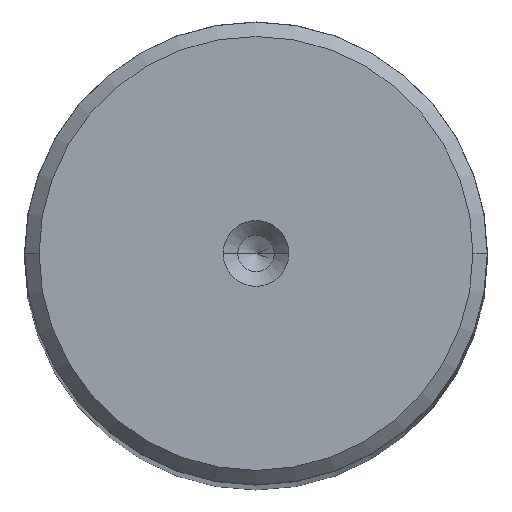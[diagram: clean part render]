
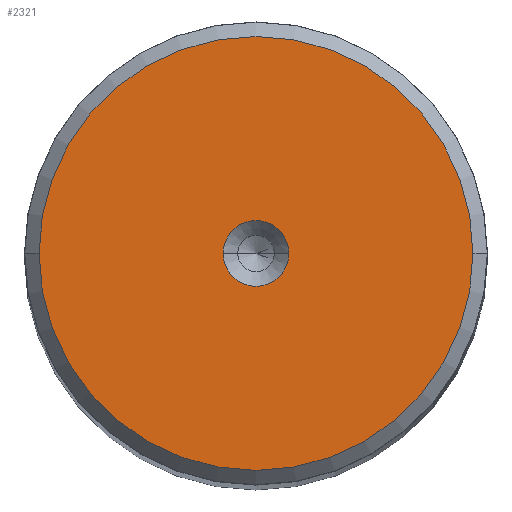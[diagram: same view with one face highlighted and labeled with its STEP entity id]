
A CAD part, top view. The second image highlights one B-rep face of the part: STEP entity #2321.
In plain terms, the highlighted planar face has unit normal (0, 0, 1).
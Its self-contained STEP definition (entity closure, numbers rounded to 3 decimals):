
#7 = VERTEX_POINT ( 'NONE', #460 ) ;
#122 = CARTESIAN_POINT ( 'NONE',  ( 17.814, 0., 240. ) ) ;
#169 = DIRECTION ( 'NONE',  ( 1., 0., 0. ) ) ;
#319 = AXIS2_PLACEMENT_3D ( 'NONE', #1502, #2193, #598 ) ;
#411 = VERTEX_POINT ( 'NONE', #1841 ) ;
#460 = CARTESIAN_POINT ( 'NONE',  ( -2.7, 0., 240. ) ) ;
#571 = DIRECTION ( 'NONE',  ( 1., 0., 0. ) ) ;
#598 = DIRECTION ( 'NONE',  ( 1., 0., 0. ) ) ;
#680 = CIRCLE ( 'NONE', #319, 17.814 ) ;
#793 = CIRCLE ( 'NONE', #2934, 2.7 ) ;
#808 = CARTESIAN_POINT ( 'NONE',  ( 0., 0., 240. ) ) ;
#857 = ORIENTED_EDGE ( 'NONE', *, *, #1984, .F. ) ;
#1026 = EDGE_CURVE ( 'NONE', #2661, #411, #680, .T. ) ;
#1276 = PLANE ( 'NONE',  #2713 ) ;
#1290 = CARTESIAN_POINT ( 'NONE',  ( 0., 0., 240. ) ) ;
#1465 = DIRECTION ( 'NONE',  ( 0., 0., 1. ) ) ;
#1478 = DIRECTION ( 'NONE',  ( 0., 0., 1. ) ) ;
#1502 = CARTESIAN_POINT ( 'NONE',  ( 0., 0., 240. ) ) ;
#1613 = CIRCLE ( 'NONE', #2825, 17.814 ) ;
#1679 = DIRECTION ( 'NONE',  ( 1., 0., 0. ) ) ;
#1841 = CARTESIAN_POINT ( 'NONE',  ( -17.814, 0., 240. ) ) ;
#1906 = CARTESIAN_POINT ( 'NONE',  ( 2.7, 0., 240. ) ) ;
#1937 = CARTESIAN_POINT ( 'NONE',  ( 0., 0., 240. ) ) ;
#1939 = AXIS2_PLACEMENT_3D ( 'NONE', #1290, #2878, #169 ) ;
#1950 = DIRECTION ( 'NONE',  ( 0., 0., 1. ) ) ;
#1984 = EDGE_CURVE ( 'NONE', #2160, #7, #793, .T. ) ;
#2003 = ORIENTED_EDGE ( 'NONE', *, *, #2319, .F. ) ;
#2011 = ORIENTED_EDGE ( 'NONE', *, *, #2653, .T. ) ;
#2160 = VERTEX_POINT ( 'NONE', #1906 ) ;
#2193 = DIRECTION ( 'NONE',  ( 0., 0., 1. ) ) ;
#2296 = ORIENTED_EDGE ( 'NONE', *, *, #1026, .T. ) ;
#2299 = CIRCLE ( 'NONE', #1939, 2.7 ) ;
#2319 = EDGE_CURVE ( 'NONE', #7, #2160, #2299, .T. ) ;
#2321 = ADVANCED_FACE ( 'NONE', ( #2877, #2552 ), #1276, .T. ) ;
#2410 = DIRECTION ( 'NONE',  ( 1., 0., 0. ) ) ;
#2414 = CARTESIAN_POINT ( 'NONE',  ( 0., 0., 240. ) ) ;
#2552 = FACE_OUTER_BOUND ( 'NONE', #2961, .T. ) ;
#2653 = EDGE_CURVE ( 'NONE', #411, #2661, #1613, .T. ) ;
#2661 = VERTEX_POINT ( 'NONE', #122 ) ;
#2713 = AXIS2_PLACEMENT_3D ( 'NONE', #808, #1950, #2410 ) ;
#2825 = AXIS2_PLACEMENT_3D ( 'NONE', #2414, #1478, #571 ) ;
#2872 = EDGE_LOOP ( 'NONE', ( #857, #2003 ) ) ;
#2877 = FACE_BOUND ( 'NONE', #2872, .T. ) ;
#2878 = DIRECTION ( 'NONE',  ( 0., 0., 1. ) ) ;
#2934 = AXIS2_PLACEMENT_3D ( 'NONE', #1937, #1465, #1679 ) ;
#2961 = EDGE_LOOP ( 'NONE', ( #2011, #2296 ) ) ;
